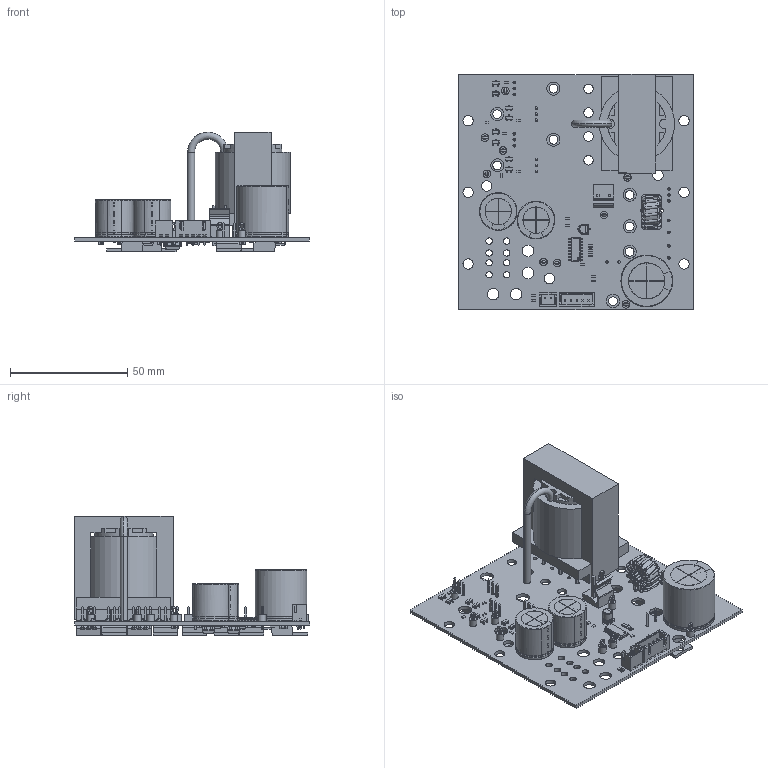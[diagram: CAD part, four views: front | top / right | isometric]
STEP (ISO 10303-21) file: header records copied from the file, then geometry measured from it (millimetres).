
FILE_DESCRIPTION(('KiCad electronic assembly'),'2;1');
FILE_NAME('ConverterPCB.step','2025-08-29T16:45:42',('Pcbnew'),('Kicad') ,'Open CASCADE STEP processor 7.9','KiCad to STEP converter','Unknown' );
FILE_SCHEMA(('AUTOMOTIVE_DESIGN { 1 0 10303 214 1 1 1 1 }'));
Length unit declared in the file: millimetre
Products named in the file (26): ConverterPCB 1; R_0603_1608Metric; JST_XH_B5B-XH-A_1x05_P2.50mm_Vertical; CP_Elec_4x5.4; TestPoint_Loop_D2.60mm_Drill1.6mm_Beaded; CP_Radial_D16.0mm_P7.50mm; CP_Radial_D22.0mm_P10.00mm_SnapIn; SOT-23; LED_0603_1608Metric; Conector P5.08mm 2P Male; JST_XH_B2B-XH-A_1x02_P2.50mm_Vertical; C_0603_1608Metric; EDT42; Bobinado; Carrete; Nucleo; Toroide - P7.68mm; SOIC-16_3.9x9.9mm_P1.27mm; TO-220-2_Horizontal_TabUp; SOIC-8_3.9x4.9mm_P1.27mm; TO-220-3_Horizontal_TabUp; DIP-4_W7.62mm_SMDSocket; SOT-89-3; ConverterPCB 1.54.1; D_MiniMELF; PCB_Conversor_PCB
Assembly tree (81 placements, depth 3):
  ConverterPCB 1
    R_0603_1608Metric  x28
    JST_XH_B5B-XH-A_1x05_P2.50mm_Vertical
    CP_Elec_4x5.4
    TestPoint_Loop_D2.60mm_Drill1.6mm_Beaded  x9
    CP_Radial_D16.0mm_P7.50mm  x2
    CP_Radial_D22.0mm_P10.00mm_SnapIn
    SOT-23  x8
    LED_0603_1608Metric
    Conector P5.08mm 2P Male
    JST_XH_B2B-XH-A_1x02_P2.50mm_Vertical
    C_0603_1608Metric  x6
    EDT42
      Bobinado
      Carrete
      Nucleo
    Toroide - P7.68mm
    SOIC-16_3.9x9.9mm_P1.27mm
    TO-220-2_Horizontal_TabUp  x3
    SOIC-8_3.9x4.9mm_P1.27mm
    TO-220-3_Horizontal_TabUp  x5
    DIP-4_W7.62mm_SMDSocket  x2
    SOT-89-3  x2
      ConverterPCB 1.54.1
    D_MiniMELF
    PCB_Conversor_PCB
Bounding box: 100 x 100.12 x 50.9 mm (x, y, z)
Volume: 77565.2 mm3; surface area: 56457.6 mm2
Topology: 96 solids, 99 shells, 3841 faces, 10044 edges, 6449 vertices
Faces by surface type: plane 2469, cylinder 949, bspline 241, torus 163, revolution 19
Full cylindrical faces by diameter (mm): 0.6 x18, 0.7 x2, 0.9 x4, 0.95 x5, 1 x2, 1.1 x21, 1.2 x4, 1.35 x2, 1.4 x5, 1.5 x16, 1.6 x18, 1.7 x2, 2 x2, 2.692 x8, 3.2 x9, 3.735 x8, 4 x2, 4.013 x4, 4.4 x9, 4.978 x4, 5.6 x8
Entity records: 73097 total; most frequent: CARTESIAN_POINT 13820, ORIENTED_EDGE 9791, DIRECTION 9560, EDGE_CURVE 4896, AXIS2_PLACEMENT_3D 3218, VERTEX_POINT 3173, LINE 3111, VECTOR 3111
